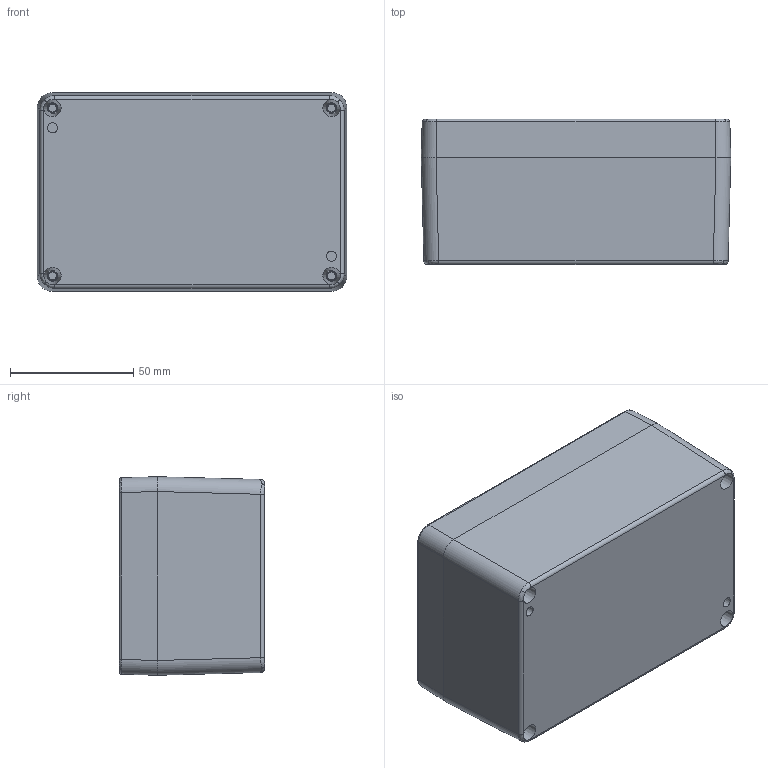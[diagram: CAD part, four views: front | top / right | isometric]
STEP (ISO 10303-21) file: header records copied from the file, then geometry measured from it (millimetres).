
FILE_DESCRIPTION (( 'STEP AP214' ), '1' );
FILE_NAME ('1550Z108.STEP', '2020-11-05T19:43:54', ( '' ), ( '' ), 'SwSTEP 2.0', 'SolidWorks 2019', '' );
FILE_SCHEMA (( 'AUTOMOTIVE_DESIGN' ));
Length unit declared in the file: inch
Products named in the file (1): 1550Z108
Bounding box: 125.4 x 58.8 x 80.4 mm (x, y, z)
Volume: 179936.6 mm3; surface area: 93534.4 mm2
Topology: 7 solids, 7 shells, 1491 faces, 3854 edges, 2463 vertices
Faces by surface type: bspline 624, plane 399, cone 248, cylinder 220
Full cylindrical faces by diameter (mm): 3.3 x4, 3.6 x4, 3.9 x60, 7.6 x4
Entity records: 88529 total; most frequent: CARTESIAN_POINT 39699, ORIENTED_EDGE 6794, DIRECTION 4316, EDGE_CURVE 3397, VERTEX_POINT 2256, EDGE_LOOP 1849, AXIS2_PLACEMENT_3D 1594, FACE_OUTER_BOUND 1567
